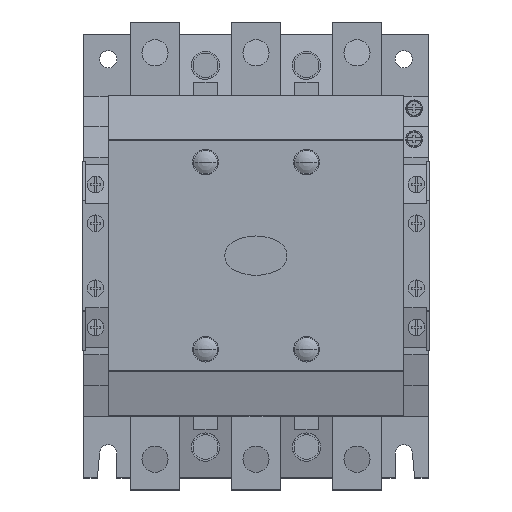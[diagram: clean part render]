
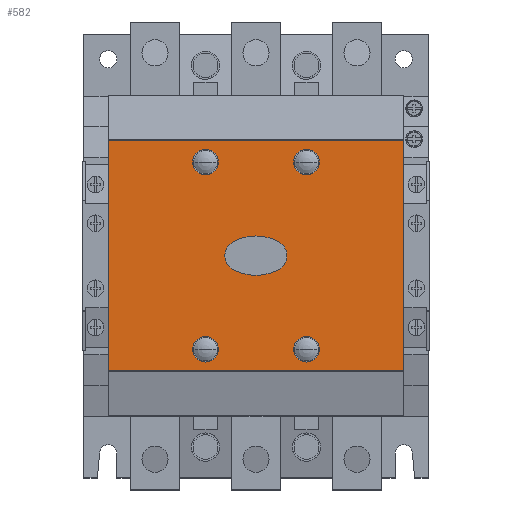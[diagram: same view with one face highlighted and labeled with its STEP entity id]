
A CAD part, top view. The second image highlights one B-rep face of the part: STEP entity #582.
In plain terms, the highlighted planar face has unit normal (0, 0, 1).
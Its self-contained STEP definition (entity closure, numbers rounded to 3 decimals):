
#582 = ADVANCED_FACE( '', ( #1697, #1698, #1699, #1700, #1701, #1702 ), #1703, .T. );
#1697 = FACE_BOUND( '', #2828, .T. );
#1698 = FACE_BOUND( '', #2829, .T. );
#1699 = FACE_BOUND( '', #2830, .T. );
#1700 = FACE_BOUND( '', #2831, .T. );
#1701 = FACE_BOUND( '', #2832, .T. );
#1702 = FACE_OUTER_BOUND( '', #2833, .T. );
#1703 = PLANE( '', #2834 );
#2828 = EDGE_LOOP( '', ( #7038, #7039, #7040, #7041 ) );
#2829 = EDGE_LOOP( '', ( #7042, #7043 ) );
#2830 = EDGE_LOOP( '', ( #7044, #7045 ) );
#2831 = EDGE_LOOP( '', ( #7046, #7047 ) );
#2832 = EDGE_LOOP( '', ( #7048, #7049 ) );
#2833 = EDGE_LOOP( '', ( #7050, #7051, #7052, #7053 ) );
#2834 = AXIS2_PLACEMENT_3D( '', #7054, #7055, #7056 );
#7038 = ORIENTED_EDGE( '', *, *, #7920, .T. );
#7039 = ORIENTED_EDGE( '', *, *, #7929, .T. );
#7040 = ORIENTED_EDGE( '', *, *, #7926, .T. );
#7041 = ORIENTED_EDGE( '', *, *, #7923, .T. );
#7042 = ORIENTED_EDGE( '', *, *, #7930, .T. );
#7043 = ORIENTED_EDGE( '', *, *, #7253, .T. );
#7044 = ORIENTED_EDGE( '', *, *, #7934, .T. );
#7045 = ORIENTED_EDGE( '', *, *, #7243, .T. );
#7046 = ORIENTED_EDGE( '', *, *, #7938, .T. );
#7047 = ORIENTED_EDGE( '', *, *, #7233, .T. );
#7048 = ORIENTED_EDGE( '', *, *, #7942, .T. );
#7049 = ORIENTED_EDGE( '', *, *, #7223, .T. );
#7050 = ORIENTED_EDGE( '', *, *, #8470, .T. );
#7051 = ORIENTED_EDGE( '', *, *, #8515, .F. );
#7052 = ORIENTED_EDGE( '', *, *, #8491, .T. );
#7053 = ORIENTED_EDGE( '', *, *, #8477, .T. );
#7054 = CARTESIAN_POINT( '', ( 0., -46.705, 157. ) );
#7055 = DIRECTION( '', ( 0., 0., 1. ) );
#7056 = DIRECTION( '', ( 0., -1., 0. ) );
#7223 = EDGE_CURVE( '', #8662, #8666, #8668, .T. );
#7233 = EDGE_CURVE( '', #8681, #8685, #8687, .T. );
#7243 = EDGE_CURVE( '', #8700, #8704, #8706, .T. );
#7253 = EDGE_CURVE( '', #8719, #8723, #8725, .T. );
#7920 = EDGE_CURVE( '', #9839, #9837, #9840, .T. );
#7923 = EDGE_CURVE( '', #9844, #9839, #9845, .T. );
#7926 = EDGE_CURVE( '', #9849, #9844, #9850, .T. );
#7929 = EDGE_CURVE( '', #9837, #9849, #9853, .T. );
#7930 = EDGE_CURVE( '', #8723, #8719, #9854, .T. );
#7934 = EDGE_CURVE( '', #8704, #8700, #9858, .T. );
#7938 = EDGE_CURVE( '', #8685, #8681, #9862, .T. );
#7942 = EDGE_CURVE( '', #8666, #8662, #9866, .T. );
#8470 = EDGE_CURVE( '', #10732, #10730, #10733, .T. );
#8477 = EDGE_CURVE( '', #10742, #10732, #10743, .T. );
#8491 = EDGE_CURVE( '', #10768, #10742, #10769, .T. );
#8515 = EDGE_CURVE( '', #10768, #10730, #10803, .T. );
#8662 = VERTEX_POINT( '', #10984 );
#8666 = VERTEX_POINT( '', #10989 );
#8668 = CIRCLE( '', #10992, 5.2 );
#8681 = VERTEX_POINT( '', #11007 );
#8685 = VERTEX_POINT( '', #11012 );
#8687 = CIRCLE( '', #11015, 5.2 );
#8700 = VERTEX_POINT( '', #11030 );
#8704 = VERTEX_POINT( '', #11035 );
#8706 = CIRCLE( '', #11038, 5.2 );
#8719 = VERTEX_POINT( '', #11053 );
#8723 = VERTEX_POINT( '', #11058 );
#8725 = CIRCLE( '', #11061, 5.2 );
#9837 = VERTEX_POINT( '', #12737 );
#9839 = VERTEX_POINT( '', #12740 );
#9840 = CIRCLE( '', #12741, 19.5 );
#9844 = VERTEX_POINT( '', #12746 );
#9845 = CIRCLE( '', #12747, 6.475 );
#9849 = VERTEX_POINT( '', #12752 );
#9850 = CIRCLE( '', #12753, 19.5 );
#9853 = CIRCLE( '', #12757, 6.475 );
#9854 = CIRCLE( '', #12758, 5.2 );
#9858 = CIRCLE( '', #12762, 5.2 );
#9862 = CIRCLE( '', #12766, 5.2 );
#9866 = CIRCLE( '', #12770, 5.2 );
#10730 = VERTEX_POINT( '', #14113 );
#10732 = VERTEX_POINT( '', #14116 );
#10733 = LINE( '', #14117, #14118 );
#10742 = VERTEX_POINT( '', #14133 );
#10743 = LINE( '', #14134, #14135 );
#10768 = VERTEX_POINT( '', #14173 );
#10769 = LINE( '', #14174, #14175 );
#10803 = LINE( '', #14232, #14233 );
#10984 = CARTESIAN_POINT( '', ( 54.7, 38., 157. ) );
#10989 = CARTESIAN_POINT( '', ( 44.3, 38., 157. ) );
#10992 = AXIS2_PLACEMENT_3D( '', #14393, #14394, #14395 );
#11007 = CARTESIAN_POINT( '', ( 95.7, 38., 157. ) );
#11012 = CARTESIAN_POINT( '', ( 85.3, 38., 157. ) );
#11015 = AXIS2_PLACEMENT_3D( '', #14415, #14416, #14417 );
#11030 = CARTESIAN_POINT( '', ( 54.7, -38., 157. ) );
#11035 = CARTESIAN_POINT( '', ( 44.3, -38., 157. ) );
#11038 = AXIS2_PLACEMENT_3D( '', #14437, #14438, #14439 );
#11053 = CARTESIAN_POINT( '', ( 95.7, -38., 157. ) );
#11058 = CARTESIAN_POINT( '', ( 85.3, -38., 157. ) );
#11061 = AXIS2_PLACEMENT_3D( '', #14459, #14460, #14461 );
#12737 = CARTESIAN_POINT( '', ( 60.791, -5.714, 157. ) );
#12740 = CARTESIAN_POINT( '', ( 79.129, -5.714, 157. ) );
#12741 = AXIS2_PLACEMENT_3D( '', #15450, #15451, #15452 );
#12746 = CARTESIAN_POINT( '', ( 79.129, 5.714, 157. ) );
#12747 = AXIS2_PLACEMENT_3D( '', #15457, #15458, #15459 );
#12752 = CARTESIAN_POINT( '', ( 60.791, 5.714, 157. ) );
#12753 = AXIS2_PLACEMENT_3D( '', #15464, #15465, #15466 );
#12757 = AXIS2_PLACEMENT_3D( '', #15471, #15472, #15473 );
#12758 = AXIS2_PLACEMENT_3D( '', #15474, #15475, #15476 );
#12762 = AXIS2_PLACEMENT_3D( '', #15486, #15487, #15488 );
#12766 = AXIS2_PLACEMENT_3D( '', #15498, #15499, #15500 );
#12770 = AXIS2_PLACEMENT_3D( '', #15510, #15511, #15512 );
#14113 = CARTESIAN_POINT( '', ( 130., 46.705, 157. ) );
#14116 = CARTESIAN_POINT( '', ( 130., -46.705, 157. ) );
#14117 = CARTESIAN_POINT( '', ( 130., -23.353, 157. ) );
#14118 = VECTOR( '', #16134, 1. );
#14133 = CARTESIAN_POINT( '', ( 10., -46.705, 157. ) );
#14134 = CARTESIAN_POINT( '', ( 0., -46.705, 157. ) );
#14135 = VECTOR( '', #16141, 1. );
#14173 = CARTESIAN_POINT( '', ( 10., 46.705, 157. ) );
#14174 = CARTESIAN_POINT( '', ( 10., -23.353, 157. ) );
#14175 = VECTOR( '', #16155, 1. );
#14232 = CARTESIAN_POINT( '', ( 0., 46.705, 157. ) );
#14233 = VECTOR( '', #16179, 1. );
#14393 = CARTESIAN_POINT( '', ( 49.5, 38., 157. ) );
#14394 = DIRECTION( '', ( 0., 0., -1. ) );
#14395 = DIRECTION( '', ( 1., 0., 0. ) );
#14415 = CARTESIAN_POINT( '', ( 90.5, 38., 157. ) );
#14416 = DIRECTION( '', ( 0., 0., -1. ) );
#14417 = DIRECTION( '', ( 1., 0., 0. ) );
#14437 = CARTESIAN_POINT( '', ( 49.5, -38., 157. ) );
#14438 = DIRECTION( '', ( 0., 0., -1. ) );
#14439 = DIRECTION( '', ( 1., 0., 0. ) );
#14459 = CARTESIAN_POINT( '', ( 90.5, -38., 157. ) );
#14460 = DIRECTION( '', ( 0., 0., -1. ) );
#14461 = DIRECTION( '', ( 1., 0., 0. ) );
#15450 = CARTESIAN_POINT( '', ( 69.96, 11.496, 157. ) );
#15451 = DIRECTION( '', ( 0., 0., -1. ) );
#15452 = DIRECTION( '', ( -0.47, -0.883, 0. ) );
#15457 = CARTESIAN_POINT( '', ( 76.085, 0., 157. ) );
#15458 = DIRECTION( '', ( 0., 0., -1. ) );
#15459 = DIRECTION( '', ( 0.47, -0.883, 0. ) );
#15464 = CARTESIAN_POINT( '', ( 69.96, -11.496, 157. ) );
#15465 = DIRECTION( '', ( 0., 0., -1. ) );
#15466 = DIRECTION( '', ( 0.47, 0.883, 0. ) );
#15471 = CARTESIAN_POINT( '', ( 63.835, 0., 157. ) );
#15472 = DIRECTION( '', ( 0., 0., -1. ) );
#15473 = DIRECTION( '', ( -0.47, 0.883, 0. ) );
#15474 = CARTESIAN_POINT( '', ( 90.5, -38., 157. ) );
#15475 = DIRECTION( '', ( 0., 0., -1. ) );
#15476 = DIRECTION( '', ( 1., 0., 0. ) );
#15486 = CARTESIAN_POINT( '', ( 49.5, -38., 157. ) );
#15487 = DIRECTION( '', ( 0., 0., -1. ) );
#15488 = DIRECTION( '', ( 1., 0., 0. ) );
#15498 = CARTESIAN_POINT( '', ( 90.5, 38., 157. ) );
#15499 = DIRECTION( '', ( 0., 0., -1. ) );
#15500 = DIRECTION( '', ( 1., 0., 0. ) );
#15510 = CARTESIAN_POINT( '', ( 49.5, 38., 157. ) );
#15511 = DIRECTION( '', ( 0., 0., -1. ) );
#15512 = DIRECTION( '', ( 1., 0., 0. ) );
#16134 = DIRECTION( '', ( 0., 1., 0. ) );
#16141 = DIRECTION( '', ( 1., 0., 0. ) );
#16155 = DIRECTION( '', ( 0., -1., 0. ) );
#16179 = DIRECTION( '', ( 1., 0., 0. ) );
